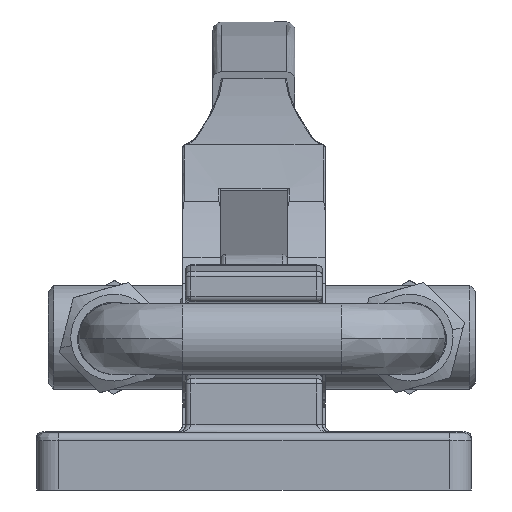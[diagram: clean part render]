
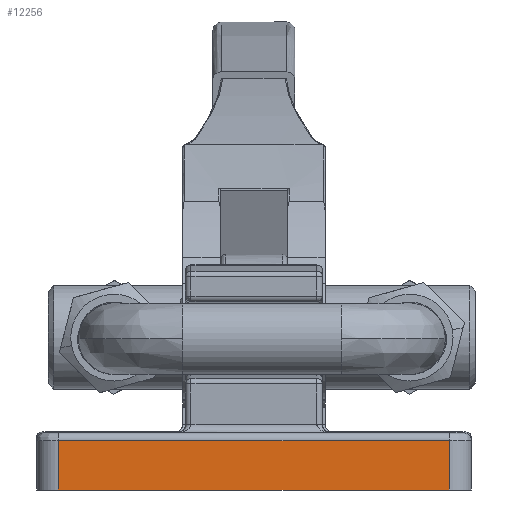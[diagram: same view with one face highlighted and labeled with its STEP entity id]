
A CAD part, left-side view. The second image highlights one B-rep face of the part: STEP entity #12256.
In plain terms, the highlighted planar face has unit normal (-1, 0, 0).
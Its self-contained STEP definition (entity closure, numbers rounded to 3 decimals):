
#185 = CARTESIAN_POINT ( 'NONE',  ( 0., 4., 10.5 ) ) ;
#3128 = EDGE_LOOP ( 'NONE', ( #11207, #16466, #16505, #29118 ) ) ;
#4214 = PLANE ( 'NONE',  #24013 ) ;
#6398 = VECTOR ( 'NONE', #13738, 1000. ) ;
#7085 = CARTESIAN_POINT ( 'NONE',  ( 0., 75.4, 10.5 ) ) ;
#7218 = EDGE_CURVE ( 'NONE', #36383, #20607, #18683, .T. ) ;
#7515 = CARTESIAN_POINT ( 'NONE',  ( 0., 75.4, 10.5 ) ) ;
#8076 = VECTOR ( 'NONE', #9589, 1000. ) ;
#8965 = CARTESIAN_POINT ( 'NONE',  ( 0., 4., 9. ) ) ;
#9589 = DIRECTION ( 'NONE',  ( 0., -1., 0. ) ) ;
#9774 = VECTOR ( 'NONE', #30155, 1000. ) ;
#10470 = DIRECTION ( 'NONE',  ( 0., 0., -1. ) ) ;
#11207 = ORIENTED_EDGE ( 'NONE', *, *, #7218, .F. ) ;
#11374 = LINE ( 'NONE', #185, #15963 ) ;
#11692 = LINE ( 'NONE', #42135, #8076 ) ;
#12256 = ADVANCED_FACE ( 'NONE', ( #23014 ), #4214, .F. ) ;
#13095 = EDGE_CURVE ( 'NONE', #32518, #27264, #11692, .T. ) ;
#13738 = DIRECTION ( 'NONE',  ( 0., -1., 0. ) ) ;
#15963 = VECTOR ( 'NONE', #10470, 1000. ) ;
#16466 = ORIENTED_EDGE ( 'NONE', *, *, #38113, .F. ) ;
#16505 = ORIENTED_EDGE ( 'NONE', *, *, #13095, .T. ) ;
#17375 = DIRECTION ( 'NONE',  ( 0., 0., -1. ) ) ;
#18463 = CARTESIAN_POINT ( 'NONE',  ( 0., 75.4, 0. ) ) ;
#18683 = LINE ( 'NONE', #33350, #6398 ) ;
#20025 = LINE ( 'NONE', #7085, #9774 ) ;
#20607 = VERTEX_POINT ( 'NONE', #8965 ) ;
#20709 = DIRECTION ( 'NONE',  ( 1., 0., 0. ) ) ;
#23014 = FACE_OUTER_BOUND ( 'NONE', #3128, .T. ) ;
#24013 = AXIS2_PLACEMENT_3D ( 'NONE', #7515, #20709, #17375 ) ;
#27264 = VERTEX_POINT ( 'NONE', #37452 ) ;
#29118 = ORIENTED_EDGE ( 'NONE', *, *, #33400, .F. ) ;
#30155 = DIRECTION ( 'NONE',  ( 0., 0., 1. ) ) ;
#32518 = VERTEX_POINT ( 'NONE', #18463 ) ;
#33350 = CARTESIAN_POINT ( 'NONE',  ( 0., 75.4, 9. ) ) ;
#33400 = EDGE_CURVE ( 'NONE', #20607, #27264, #11374, .T. ) ;
#36383 = VERTEX_POINT ( 'NONE', #39029 ) ;
#37452 = CARTESIAN_POINT ( 'NONE',  ( 0., 4., 0. ) ) ;
#38113 = EDGE_CURVE ( 'NONE', #32518, #36383, #20025, .T. ) ;
#39029 = CARTESIAN_POINT ( 'NONE',  ( 0., 75.4, 9. ) ) ;
#42135 = CARTESIAN_POINT ( 'NONE',  ( 0., 75.4, 0. ) ) ;
